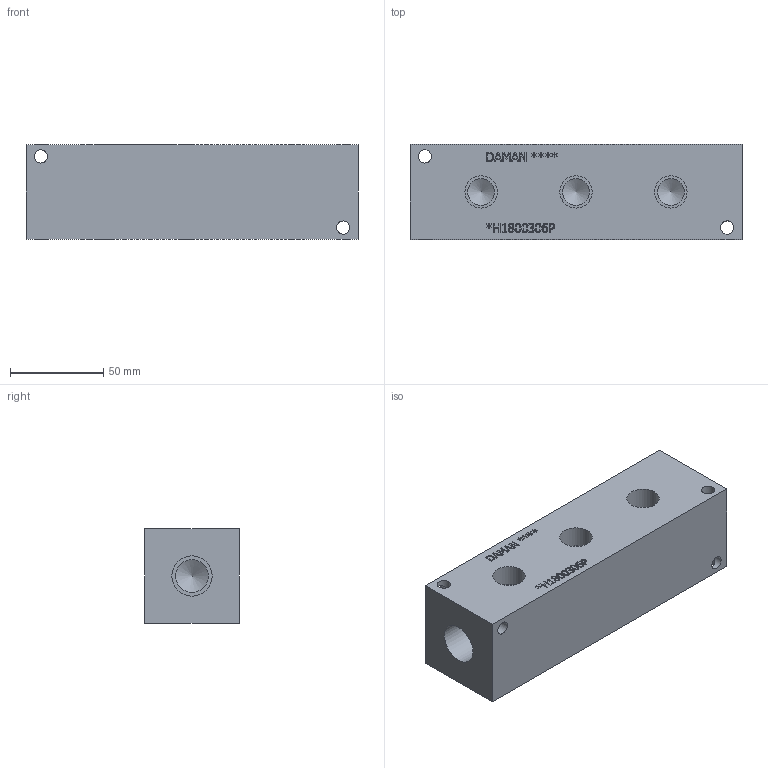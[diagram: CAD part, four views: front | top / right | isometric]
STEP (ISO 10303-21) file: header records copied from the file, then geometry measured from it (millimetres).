
FILE_DESCRIPTION(/* description */ (''),/* implementation_level */ '2;1');
FILE_NAME(/* name */ '_H1800306P.stp',/* time_stamp */ '2020-05-05T12:58:07-04:00',/* author */ ('devonn'),/* organization */ (''),/* preprocessor_version */ 'ST-DEVELOPER v17',/* originating_system */ 'Autodesk Inventor 2019',/* authorisation */ '');
FILE_SCHEMA (('AUTOMOTIVE_DESIGN { 1 0 10303 214 3 1 1 }'));
Length unit declared in the file: millimetre
Products named in the file (1): Part10
Bounding box: 177.8 x 50.8 x 50.8 mm (x, y, z)
Volume: 420508.2 mm3; surface area: 51846.2 mm2
Topology: 1 solids, 1 shells, 368 faces, 1007 edges, 674 vertices
Faces by surface type: plane 226, bspline 110, cylinder 24, cone 8
Full cylindrical faces by diameter (mm): 7.137 x8, 14.3 x6, 17.297 x6, 17.475 x2, 21.59 x2
Entity records: 12487 total; most frequent: CARTESIAN_POINT 3472, ORIENTED_EDGE 1998, DIRECTION 1373, EDGE_CURVE 999, LINE 703, VECTOR 703, VERTEX_POINT 674, EDGE_LOOP 421
